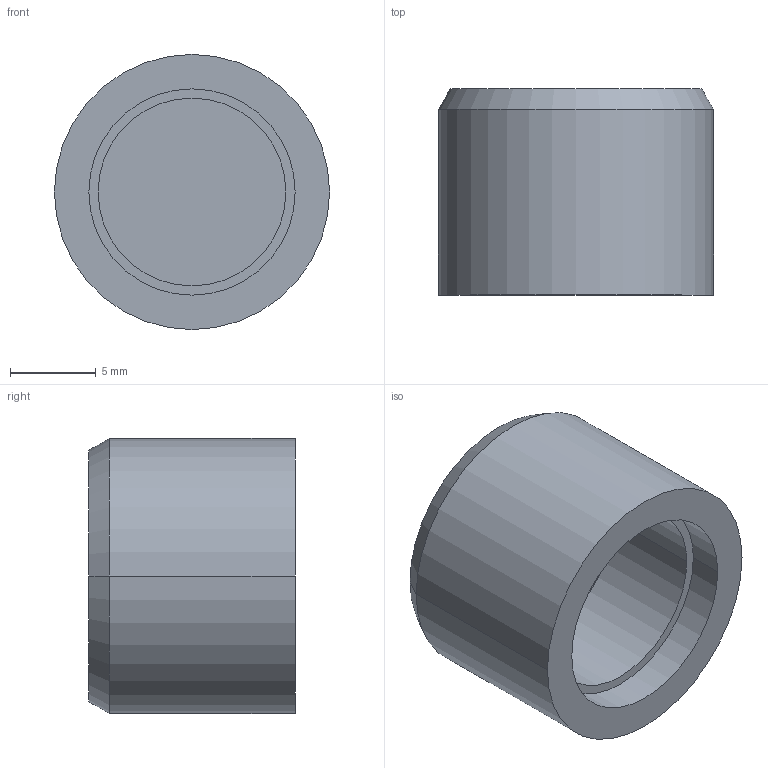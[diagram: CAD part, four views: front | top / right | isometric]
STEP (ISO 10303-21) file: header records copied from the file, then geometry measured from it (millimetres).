
FILE_DESCRIPTION((''),'2;1');
FILE_NAME('DM_CAD-3155','2017-07-28T',('creinig-se'),(''),'PRO/ENGINEER BY PARAMETRIC TECHNOLOGY CORPORATION, 2015440','PRO/ENGINEER BY PARAMETRIC TECHNOLOGY CORPORATION, 2015440','');
FILE_SCHEMA(('CONFIG_CONTROL_DESIGN'));
Length unit declared in the file: millimetre
Products named in the file (1): DM_CAD-3155
Bounding box: 16 x 12 x 16 mm (x, y, z)
Volume: 1604.3 mm3; surface area: 1259.5 mm2
Topology: 1 solids, 1 shells, 12 faces, 25 edges, 20 vertices
Faces by surface type: cylinder 6, plane 4, cone 2
Entity records: 490 total; most frequent: DIRECTION 65, CARTESIAN_POINT 52, ORIENTED_EDGE 44, COLOUR_RGB 34, AXIS2_PLACEMENT_3D 27, PRESENTATION_STYLE_ASSIGNMENT 27, STYLED_ITEM 27, CURVE_STYLE 26
